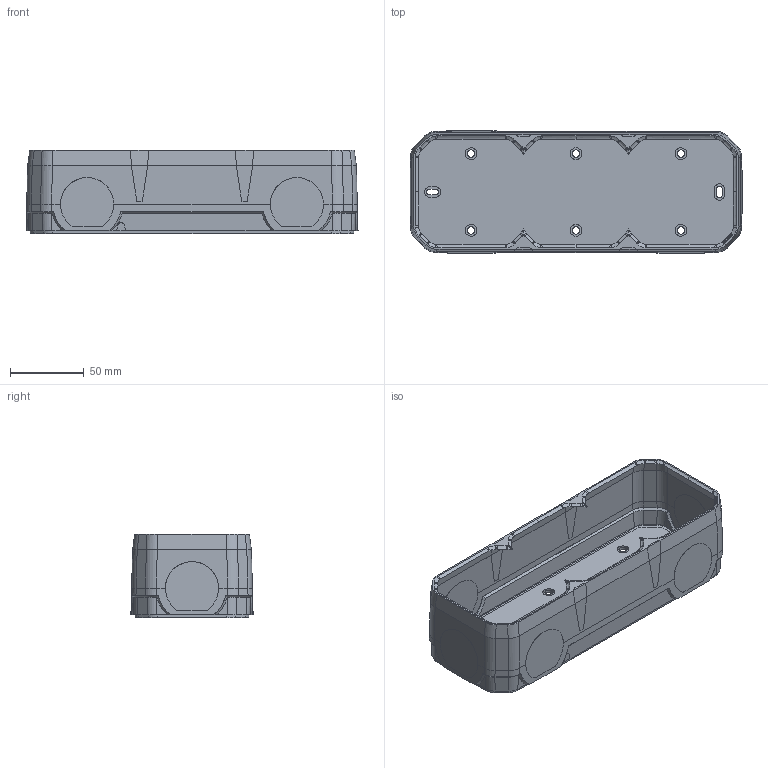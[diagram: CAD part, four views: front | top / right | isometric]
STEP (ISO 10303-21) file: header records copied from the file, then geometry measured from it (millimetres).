
FILE_DESCRIPTION(('CATIA V5 STEP Exchange','CAx-IF Rec.Pracs.--- Model Styling and Organization---1.5--- 2016-08-15','CAx-IF Rec.Pracs.---Supplemental Geometry---1.0---2011-11-01','CAx-IF Rec.Pracs.--- Composite Materials ---1.1---2010-07-15'),'2;1');
FILE_NAME('Surface Boitier 3P.stp','2021-11-08T14:18:58+00:00',('none'),('none'),'CATIA Version 5-6 Release 2020 SP3','CATIA V5 STEP AP214 v2','none');
FILE_SCHEMA(('AUTOMOTIVE_DESIGN { 1 0 10303 214 1 1 1 1 }'));
Length unit declared in the file: millimetre
Products named in the file (1): Surface Boitier 3P
Bounding box: 224.68 x 82.68 x 56.5 mm (x, y, z)
Surface area: 55015.2 mm2 (no closed solid volume)
Topology: 0 solids, 9 shells, 351 faces, 1127 edges, 799 vertices
Faces by surface type: bspline 127, plane 117, cylinder 91, extrusion 16
Entity records: 18008 total; most frequent: CARTESIAN_POINT 9830, ORIENTED_EDGE 1926, EDGE_CURVE 1127, DIRECTION 966, VERTEX_POINT 799, B_SPLINE_CURVE_WITH_KNOTS 607, VECTOR 426, LINE 410
